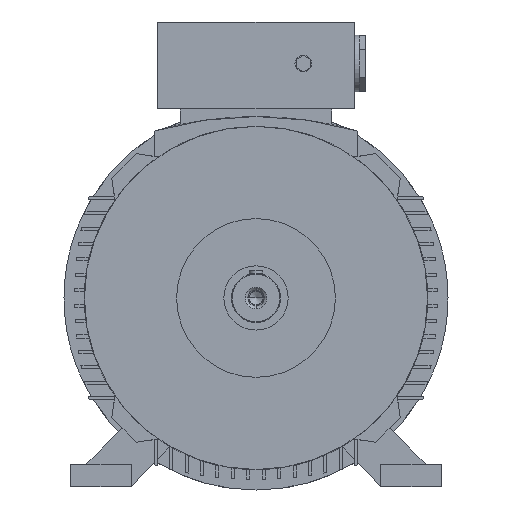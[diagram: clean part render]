
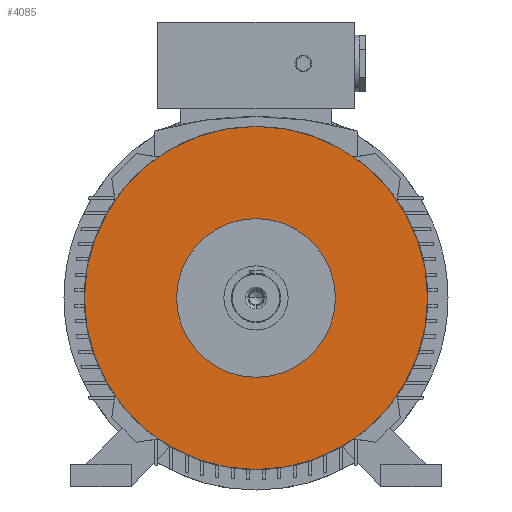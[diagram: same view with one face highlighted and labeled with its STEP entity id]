
A CAD part, front view. The second image highlights one B-rep face of the part: STEP entity #4085.
In plain terms, the highlighted planar face has unit normal (0, -1, 0).
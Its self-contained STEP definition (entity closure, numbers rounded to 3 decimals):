
#746 = CIRCLE ( 'NONE', #9590, 227. ) ;
#2005 = VERTEX_POINT ( 'NONE', #3258 ) ;
#2068 = DIRECTION ( 'NONE',  ( 0., 0., -1. ) ) ;
#2069 = DIRECTION ( 'NONE',  ( 0., -1., 0. ) ) ;
#2078 = CARTESIAN_POINT ( 'NONE',  ( 166., 43., 0. ) ) ;
#2079 = PLANE ( 'NONE',  #12667 ) ;
#2172 = VERTEX_POINT ( 'NONE', #3176 ) ;
#2468 = VERTEX_POINT ( 'NONE', #3020 ) ;
#2838 = CARTESIAN_POINT ( 'NONE',  ( 0., 43., 227. ) ) ;
#2881 = VERTEX_POINT ( 'NONE', #2838 ) ;
#3020 = CARTESIAN_POINT ( 'NONE',  ( 0., 43., 105. ) ) ;
#3176 = CARTESIAN_POINT ( 'NONE',  ( 0., 43., -105. ) ) ;
#3258 = CARTESIAN_POINT ( 'NONE',  ( 0., 43., -227. ) ) ;
#3544 = CIRCLE ( 'NONE', #9719, 105. ) ;
#4085 = ADVANCED_FACE ( 'NONE', ( #11630, #11634 ), #2079, .T. ) ;
#4694 = CIRCLE ( 'NONE', #9805, 105. ) ;
#4861 = CIRCLE ( 'NONE', #9860, 227. ) ;
#5192 = EDGE_LOOP ( 'NONE', ( #9118, #9119 ) ) ;
#5454 = EDGE_LOOP ( 'NONE', ( #9120, #9121 ) ) ;
#6302 = DIRECTION ( 'NONE',  ( 0., 0., 1. ) ) ;
#6303 = DIRECTION ( 'NONE',  ( 0., 1., 0. ) ) ;
#6304 = CARTESIAN_POINT ( 'NONE',  ( 0., 43., 0. ) ) ;
#7210 = DIRECTION ( 'NONE',  ( 0., 0., 1. ) ) ;
#7212 = DIRECTION ( 'NONE',  ( 0., 1., 0. ) ) ;
#7236 = CARTESIAN_POINT ( 'NONE',  ( 0., 43., 0. ) ) ;
#7467 = EDGE_CURVE ( 'NONE', #2005, #2881, #746, .T. ) ;
#8249 = CARTESIAN_POINT ( 'NONE',  ( 0., 43., 0. ) ) ;
#8256 = DIRECTION ( 'NONE',  ( 0., 1., 0. ) ) ;
#8257 = DIRECTION ( 'NONE',  ( 0., 0., 1. ) ) ;
#8540 = CARTESIAN_POINT ( 'NONE',  ( 0., 43., 0. ) ) ;
#8549 = DIRECTION ( 'NONE',  ( 0., 1., 0. ) ) ;
#8550 = DIRECTION ( 'NONE',  ( 0., 0., 1. ) ) ;
#9118 = ORIENTED_EDGE ( 'NONE', *, *, #12597, .F. ) ;
#9119 = ORIENTED_EDGE ( 'NONE', *, *, #7467, .F. ) ;
#9120 = ORIENTED_EDGE ( 'NONE', *, *, #12481, .T. ) ;
#9121 = ORIENTED_EDGE ( 'NONE', *, *, #12086, .T. ) ;
#9590 = AXIS2_PLACEMENT_3D ( 'NONE', #7236, #7212, #7210 ) ;
#9719 = AXIS2_PLACEMENT_3D ( 'NONE', #6304, #6303, #6302 ) ;
#9805 = AXIS2_PLACEMENT_3D ( 'NONE', #8249, #8256, #8257 ) ;
#9860 = AXIS2_PLACEMENT_3D ( 'NONE', #8540, #8549, #8550 ) ;
#11630 = FACE_OUTER_BOUND ( 'NONE', #5192, .T. ) ;
#11634 = FACE_BOUND ( 'NONE', #5454, .T. ) ;
#12086 = EDGE_CURVE ( 'NONE', #2172, #2468, #3544, .T. ) ;
#12481 = EDGE_CURVE ( 'NONE', #2468, #2172, #4694, .T. ) ;
#12597 = EDGE_CURVE ( 'NONE', #2881, #2005, #4861, .T. ) ;
#12667 = AXIS2_PLACEMENT_3D ( 'NONE', #2078, #2069, #2068 ) ;
